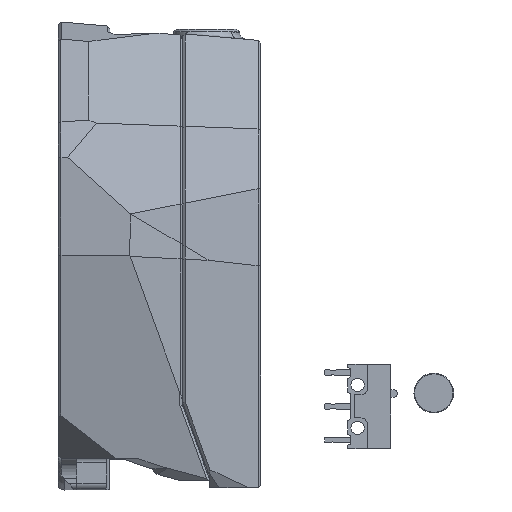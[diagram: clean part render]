
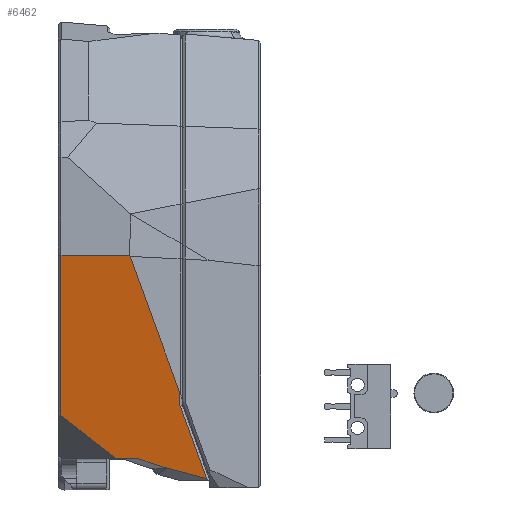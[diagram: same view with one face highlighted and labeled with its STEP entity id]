
A CAD part, left-side view. The second image highlights one B-rep face of the part: STEP entity #6462.
In plain terms, the highlighted planar face has unit normal (-0.984, 0.043, -0.174).
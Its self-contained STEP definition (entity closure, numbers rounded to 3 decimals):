
#6265=CARTESIAN_POINT('',(-34.426,19.634,15.143));
#6266=VERTEX_POINT('',#6265);
#6273=CARTESIAN_POINT('',(-34.4,19.532,14.973));
#6274=VERTEX_POINT('',#6273);
#6275=CARTESIAN_POINT('',(-34.4,19.532,14.973));
#6276=DIRECTION('',(-0.127,0.513,0.849));
#6277=VECTOR('',#6276,0.2);
#6278=LINE('',#6275,#6277);
#6279=EDGE_CURVE('',#6274,#6266,#6278,.T.);
#6295=CARTESIAN_POINT('',(-31.075,12.,-5.729));
#6296=VERTEX_POINT('',#6295);
#6312=CARTESIAN_POINT('',(-34.4,19.532,14.973));
#6313=DIRECTION('',(0.149,-0.338,-0.929));
#6314=VECTOR('',#6313,22.279);
#6315=LINE('',#6312,#6314);
#6316=EDGE_CURVE('',#6274,#6296,#6315,.T.);
#6341=CARTESIAN_POINT('',(-33.973,30.,15.143));
#6342=VERTEX_POINT('',#6341);
#6349=CARTESIAN_POINT('',(-34.426,19.634,15.143));
#6350=DIRECTION('',(0.044,0.999,0.));
#6351=VECTOR('',#6350,10.376);
#6352=LINE('',#6349,#6351);
#6353=EDGE_CURVE('',#6266,#6342,#6352,.T.);
#6366=CARTESIAN_POINT('',(-28.915,21.738,-15.56));
#6367=VERTEX_POINT('',#6366);
#6374=CARTESIAN_POINT('',(-29.682,30.,-9.172));
#6375=VERTEX_POINT('',#6374);
#6376=CARTESIAN_POINT('',(-29.682,30.,-9.172));
#6377=DIRECTION('',(0.073,-0.789,-0.61));
#6378=VECTOR('',#6377,10.472);
#6379=LINE('',#6376,#6378);
#6380=EDGE_CURVE('',#6375,#6367,#6379,.T.);
#6407=CARTESIAN_POINT('',(-34.296,22.6,15.143));
#6408=DIRECTION('',(0.984,-0.043,0.174));
#6409=DIRECTION('',(0.174,-0.,-0.985));
#6410=AXIS2_PLACEMENT_3D('',#6407,#6408,#6409);
#6411=PLANE('',#6410);
#6412=CARTESIAN_POINT('',(-28.997,14.792,-16.812));
#6413=VERTEX_POINT('',#6412);
#6414=CARTESIAN_POINT('',(-28.971,7.973,-18.649));
#6415=VERTEX_POINT('',#6414);
#6416=CARTESIAN_POINT('',(-28.997,14.792,-16.812));
#6417=DIRECTION('',(0.004,-0.966,-0.26));
#6418=VECTOR('',#6417,7.063);
#6419=LINE('',#6416,#6418);
#6420=EDGE_CURVE('',#6413,#6415,#6419,.T.);
#6421=ORIENTED_EDGE('',*,*,#6420,.T.);
#6422=CARTESIAN_POINT('',(-30.749,12.,-7.581));
#6423=VERTEX_POINT('',#6422);
#6424=CARTESIAN_POINT('',(-28.971,7.973,-18.649));
#6425=DIRECTION('',(-0.149,0.338,0.929));
#6426=VECTOR('',#6425,11.911);
#6427=LINE('',#6424,#6426);
#6428=EDGE_CURVE('',#6415,#6423,#6427,.T.);
#6429=ORIENTED_EDGE('',*,*,#6428,.T.);
#6430=CARTESIAN_POINT('',(-30.749,12.,-7.581));
#6431=DIRECTION('',(-0.174,0.,0.985));
#6432=VECTOR('',#6431,1.88);
#6433=LINE('',#6430,#6432);
#6434=EDGE_CURVE('',#6423,#6296,#6433,.T.);
#6435=ORIENTED_EDGE('',*,*,#6434,.T.);
#6436=ORIENTED_EDGE('',*,*,#6316,.F.);
#6437=ORIENTED_EDGE('',*,*,#6279,.T.);
#6438=ORIENTED_EDGE('',*,*,#6353,.T.);
#6439=CARTESIAN_POINT('',(-29.682,30.,-9.172));
#6440=DIRECTION('',(-0.174,0.,0.985));
#6441=VECTOR('',#6440,24.69);
#6442=LINE('',#6439,#6441);
#6443=EDGE_CURVE('',#6375,#6342,#6442,.T.);
#6444=ORIENTED_EDGE('',*,*,#6443,.F.);
#6445=ORIENTED_EDGE('',*,*,#6380,.T.);
#6446=CARTESIAN_POINT('',(-29.054,18.554,-15.56));
#6447=VERTEX_POINT('',#6446);
#6448=CARTESIAN_POINT('',(-28.915,21.738,-15.56));
#6449=DIRECTION('',(-0.044,-0.999,0.));
#6450=VECTOR('',#6449,3.187);
#6451=LINE('',#6448,#6450);
#6452=EDGE_CURVE('',#6367,#6447,#6451,.T.);
#6453=ORIENTED_EDGE('',*,*,#6452,.T.);
#6454=CARTESIAN_POINT('',(-29.054,18.554,-15.56));
#6455=DIRECTION('',(0.014,-0.949,-0.316));
#6456=VECTOR('',#6455,3.965);
#6457=LINE('',#6454,#6456);
#6458=EDGE_CURVE('',#6447,#6413,#6457,.T.);
#6459=ORIENTED_EDGE('',*,*,#6458,.T.);
#6460=EDGE_LOOP('',(#6421,#6429,#6435,#6436,#6437,#6438,#6444,#6445,#6453,#6459));
#6461=FACE_BOUND('',#6460,.T.);
#6462=ADVANCED_FACE('',(#6461),#6411,.F.);
